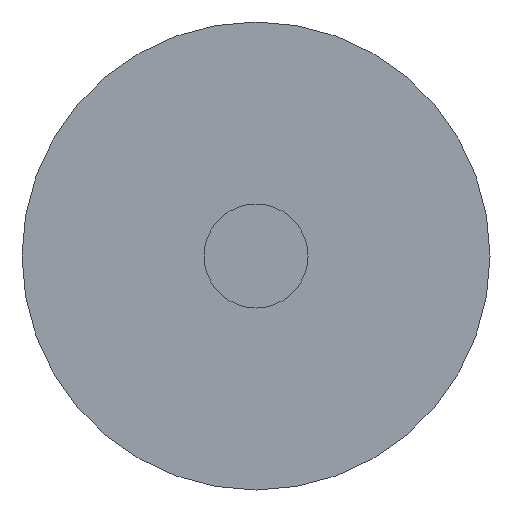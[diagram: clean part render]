
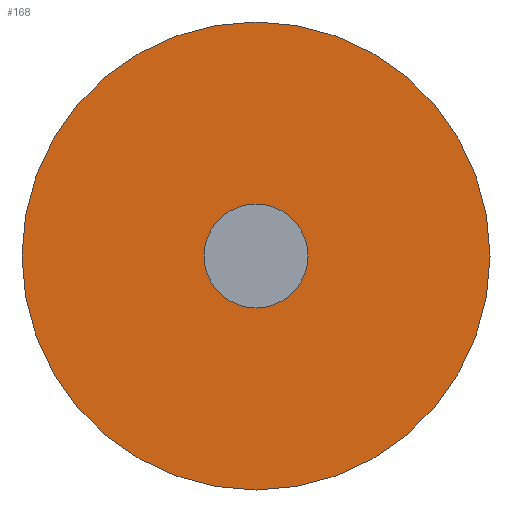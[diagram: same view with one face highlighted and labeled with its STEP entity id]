
A CAD part, front view. The second image highlights one B-rep face of the part: STEP entity #168.
In plain terms, the highlighted planar face has unit normal (0, -1, 0).
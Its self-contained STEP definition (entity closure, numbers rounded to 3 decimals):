
#8=CARTESIAN_POINT('',(0.,-20.,0.));
#9=DIRECTION('',(0.,-1.,0.));
#10=DIRECTION('',(0.,0.,1.));
#11=AXIS2_PLACEMENT_3D('',#8,#9,#10);
#17=CARTESIAN_POINT('',(0.,-20.,0.));
#18=DIRECTION('',(0.,-1.,0.));
#19=DIRECTION('',(0.,0.,-1.));
#20=AXIS2_PLACEMENT_3D('',#17,#18,#19);
#39=CARTESIAN_POINT('',(0.,-20.,0.));
#40=DIRECTION('',(0.,1.,0.));
#41=DIRECTION('',(1.,0.,0.));
#42=AXIS2_PLACEMENT_3D('',#39,#40,#41);
#47=CARTESIAN_POINT('',(0.,-20.,0.));
#48=DIRECTION('',(0.,-1.,0.));
#49=DIRECTION('',(1.,0.,0.));
#50=AXIS2_PLACEMENT_3D('',#47,#48,#49);
#131=CARTESIAN_POINT('',(9.,-20.,0.));
#133=VERTEX_POINT('',#131);
#137=CARTESIAN_POINT('',(-9.,-20.,0.));
#139=VERTEX_POINT('',#137);
#147=CARTESIAN_POINT('',(0.,-20.,2.));
#148=CARTESIAN_POINT('',(0.,-20.,-2.));
#149=VERTEX_POINT('',#147);
#150=VERTEX_POINT('',#148);
#151=CARTESIAN_POINT('',(0.,-20.,0.));
#152=DIRECTION('',(0.,-1.,0.));
#153=DIRECTION('',(-1.,0.,0.));
#154=AXIS2_PLACEMENT_3D('',#151,#152,#153);
#155=PLANE('',#154);
#157=ORIENTED_EDGE('',*,*,#156,.T.);
#159=ORIENTED_EDGE('',*,*,#158,.F.);
#160=EDGE_LOOP('',(#157,#159));
#161=FACE_OUTER_BOUND('',#160,.F.);
#163=ORIENTED_EDGE('',*,*,#162,.T.);
#165=ORIENTED_EDGE('',*,*,#164,.T.);
#166=EDGE_LOOP('',(#163,#165));
#167=FACE_BOUND('',#166,.F.);
#168=ADVANCED_FACE('',(#161,#167),#155,.T.);
#12=CIRCLE('',#11,2.);
#21=CIRCLE('',#20,2.);
#43=CIRCLE('',#42,9.);
#51=CIRCLE('',#50,9.);
#156=EDGE_CURVE('',#133,#139,#43,.T.);
#158=EDGE_CURVE('',#133,#139,#51,.T.);
#162=EDGE_CURVE('',#149,#150,#12,.T.);
#164=EDGE_CURVE('',#150,#149,#21,.T.);
